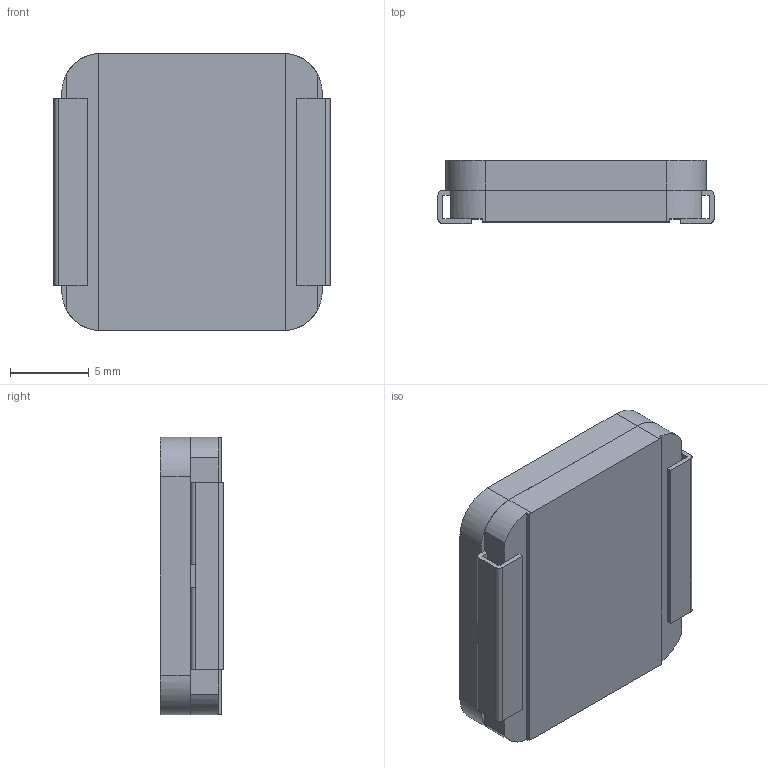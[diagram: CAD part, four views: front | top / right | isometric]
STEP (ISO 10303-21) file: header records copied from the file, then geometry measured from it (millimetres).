
FILE_DESCRIPTION (( 'STEP AP214' ), '1' );
FILE_NAME ('MPX1D1740(KEMET).STEP', '2019-07-10T07:03:07', ( '' ), ( '' ), 'SwSTEP 2.0', 'SolidWorks 2018', '' );
FILE_SCHEMA (( 'AUTOMOTIVE_DESIGN' ));
Length unit declared in the file: millimetre
Products named in the file (1): MPX1D1740(KEMET)
Bounding box: 17.5 x 4 x 17.6 mm (x, y, z)
Volume: 1111 mm3; surface area: 950.4 mm2
Topology: 1 solids, 1 shells, 122 faces, 355 edges, 230 vertices
Faces by surface type: plane 104, cylinder 18
Entity records: 5351 total; most frequent: ORIENTED_EDGE 710, CARTESIAN_POINT 708, DIRECTION 641, EDGE_CURVE 355, VECTOR 315, LINE 315, VERTEX_POINT 230, AXIS2_PLACEMENT_3D 163
